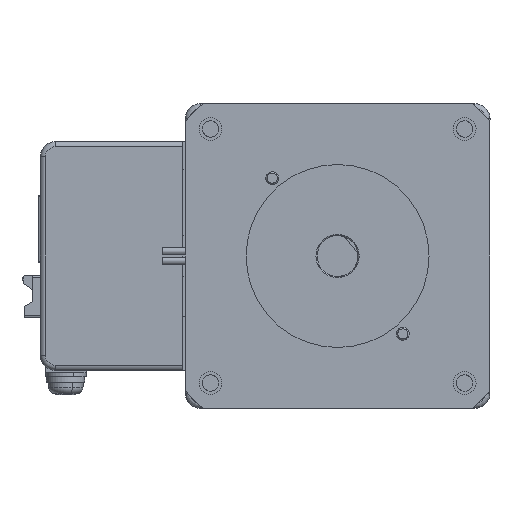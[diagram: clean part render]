
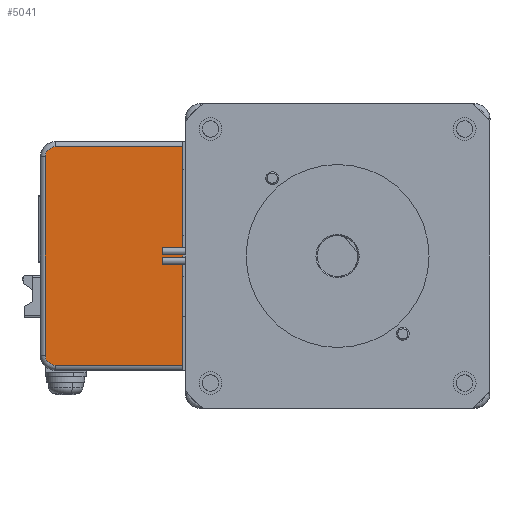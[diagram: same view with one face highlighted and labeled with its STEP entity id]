
A CAD part, left-side view. The second image highlights one B-rep face of the part: STEP entity #5041.
In plain terms, the highlighted planar face has unit normal (-1, 0, 0).
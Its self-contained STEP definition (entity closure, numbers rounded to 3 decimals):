
#4583 = VERTEX_POINT ( 'NONE', #54048 ) ;
#5041 = ADVANCED_FACE ( 'NONE', ( #118313 ), #134168, .F. ) ;
#6045 = LINE ( 'NONE', #116252, #50043 ) ;
#8604 = CARTESIAN_POINT ( 'NONE',  ( -47., 85.5, -8.5 ) ) ;
#9040 = DIRECTION ( 'NONE',  ( 0., 1., 0. ) ) ;
#17807 = AXIS2_PLACEMENT_3D ( 'NONE', #91176, #49674, #60616 ) ;
#19551 = EDGE_CURVE ( 'NONE', #41606, #4583, #99221, .T. ) ;
#20318 = DIRECTION ( 'NONE',  ( 0., 0., -1. ) ) ;
#22254 = CARTESIAN_POINT ( 'NONE',  ( -47., 87.5, -10.5 ) ) ;
#24520 = ORIENTED_EDGE ( 'NONE', *, *, #84586, .T. ) ;
#26940 = ORIENTED_EDGE ( 'NONE', *, *, #44630, .F. ) ;
#28929 = VERTEX_POINT ( 'NONE', #96279 ) ;
#29900 = VERTEX_POINT ( 'NONE', #118837 ) ;
#30303 = EDGE_CURVE ( 'NONE', #85393, #29900, #105711, .T. ) ;
#33956 = ORIENTED_EDGE ( 'NONE', *, *, #69167, .T. ) ;
#36406 = EDGE_LOOP ( 'NONE', ( #26940, #69699, #133161, #24520, #33956, #99010 ) ) ;
#41606 = VERTEX_POINT ( 'NONE', #114238 ) ;
#43931 = LINE ( 'NONE', #77004, #132023 ) ;
#44630 = EDGE_CURVE ( 'NONE', #85393, #4583, #43931, .T. ) ;
#49674 = DIRECTION ( 'NONE',  ( -1., 0., 0. ) ) ;
#50043 = VECTOR ( 'NONE', #117576, 1000. ) ;
#50711 = CIRCLE ( 'NONE', #17807, 2. ) ;
#54048 = CARTESIAN_POINT ( 'NONE',  ( -47., 60.5, -51.5 ) ) ;
#55011 = VERTEX_POINT ( 'NONE', #22254 ) ;
#60368 = DIRECTION ( 'NONE',  ( 0., 0., -1. ) ) ;
#60616 = DIRECTION ( 'NONE',  ( 0., 0., -1. ) ) ;
#63918 = CARTESIAN_POINT ( 'NONE',  ( -47., 0., -51.5 ) ) ;
#69167 = EDGE_CURVE ( 'NONE', #28929, #41606, #112644, .T. ) ;
#69699 = ORIENTED_EDGE ( 'NONE', *, *, #30303, .T. ) ;
#71794 = DIRECTION ( 'NONE',  ( -1., 0., 0. ) ) ;
#77004 = CARTESIAN_POINT ( 'NONE',  ( -47., 60.5, 0. ) ) ;
#84586 = EDGE_CURVE ( 'NONE', #55011, #28929, #6045, .T. ) ;
#84897 = DIRECTION ( 'NONE',  ( 0., -1., 0. ) ) ;
#85393 = VERTEX_POINT ( 'NONE', #134358 ) ;
#90985 = VECTOR ( 'NONE', #84897, 1000. ) ;
#91176 = CARTESIAN_POINT ( 'NONE',  ( -47., 85.5, -10.5 ) ) ;
#93636 = DIRECTION ( 'NONE',  ( 1., 0., 0. ) ) ;
#93763 = AXIS2_PLACEMENT_3D ( 'NONE', #113213, #71794, #60368 ) ;
#96279 = CARTESIAN_POINT ( 'NONE',  ( -47., 87.5, -49.5 ) ) ;
#99010 = ORIENTED_EDGE ( 'NONE', *, *, #19551, .T. ) ;
#99221 = LINE ( 'NONE', #63918, #90985 ) ;
#100925 = AXIS2_PLACEMENT_3D ( 'NONE', #105035, #93636, #20318 ) ;
#105035 = CARTESIAN_POINT ( 'NONE',  ( -47., 0., 0. ) ) ;
#105283 = EDGE_CURVE ( 'NONE', #29900, #55011, #50711, .T. ) ;
#105711 = LINE ( 'NONE', #8604, #130057 ) ;
#112644 = CIRCLE ( 'NONE', #93763, 2. ) ;
#113213 = CARTESIAN_POINT ( 'NONE',  ( -47., 85.5, -49.5 ) ) ;
#114238 = CARTESIAN_POINT ( 'NONE',  ( -47., 85.5, -51.5 ) ) ;
#116252 = CARTESIAN_POINT ( 'NONE',  ( -47., 87.5, 0. ) ) ;
#117576 = DIRECTION ( 'NONE',  ( 0., 0., -1. ) ) ;
#118313 = FACE_OUTER_BOUND ( 'NONE', #36406, .T. ) ;
#118837 = CARTESIAN_POINT ( 'NONE',  ( -47., 85.5, -8.5 ) ) ;
#128436 = DIRECTION ( 'NONE',  ( 0., 0., -1. ) ) ;
#130057 = VECTOR ( 'NONE', #9040, 1000. ) ;
#132023 = VECTOR ( 'NONE', #128436, 1000. ) ;
#133161 = ORIENTED_EDGE ( 'NONE', *, *, #105283, .T. ) ;
#134168 = PLANE ( 'NONE',  #100925 ) ;
#134358 = CARTESIAN_POINT ( 'NONE',  ( -47., 60.5, -8.5 ) ) ;
